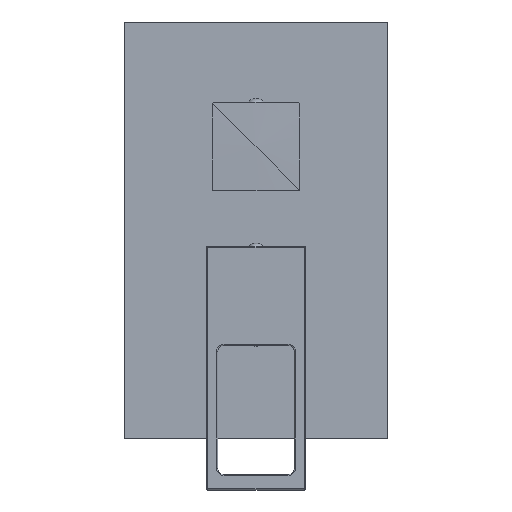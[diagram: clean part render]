
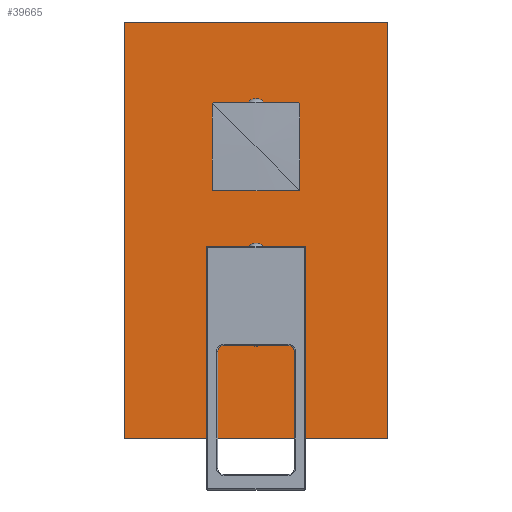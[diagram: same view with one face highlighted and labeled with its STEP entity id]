
A CAD part, top view. The second image highlights one B-rep face of the part: STEP entity #39665.
In plain terms, the highlighted planar face has unit normal (0, 0, 1).
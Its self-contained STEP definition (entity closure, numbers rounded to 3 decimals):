
#39470=DIRECTION('',(0.,1.,0.));
#39471=VECTOR('',#39470,190.);
#39472=CARTESIAN_POINT('',(60.,-65.,60.5));
#39473=LINE('',#39472,#39471);
#39474=DIRECTION('',(1.,0.,0.));
#39475=VECTOR('',#39474,120.);
#39476=CARTESIAN_POINT('',(-60.,-65.,60.5));
#39477=LINE('',#39476,#39475);
#39478=DIRECTION('',(0.,-1.,0.));
#39479=VECTOR('',#39478,190.);
#39480=CARTESIAN_POINT('',(-60.,125.,60.5));
#39481=LINE('',#39480,#39479);
#39482=DIRECTION('',(-1.,0.,0.));
#39483=VECTOR('',#39482,120.);
#39484=CARTESIAN_POINT('',(60.,125.,60.5));
#39485=LINE('',#39484,#39483);
#39486=CARTESIAN_POINT('',(0.,0.,60.5));
#39487=DIRECTION('',(0.,0.,-1.));
#39488=DIRECTION('',(-1.,0.,0.));
#39489=AXIS2_PLACEMENT_3D('',#39486,#39487,#39488);
#39491=CARTESIAN_POINT('',(0.,0.,60.5));
#39492=DIRECTION('',(0.,0.,-1.));
#39493=DIRECTION('',(1.,0.,0.));
#39494=AXIS2_PLACEMENT_3D('',#39491,#39492,#39493);
#39496=CARTESIAN_POINT('',(0.,68.,60.5));
#39497=DIRECTION('',(0.,0.,-1.));
#39498=DIRECTION('',(-1.,0.,0.));
#39499=AXIS2_PLACEMENT_3D('',#39496,#39497,#39498);
#39501=CARTESIAN_POINT('',(0.,68.,60.5));
#39502=DIRECTION('',(0.,0.,-1.));
#39503=DIRECTION('',(1.,0.,0.));
#39504=AXIS2_PLACEMENT_3D('',#39501,#39502,#39503);
#39546=CARTESIAN_POINT('',(-22.8,0.,60.5));
#39547=CARTESIAN_POINT('',(22.8,0.,60.5));
#39548=VERTEX_POINT('',#39546);
#39549=VERTEX_POINT('',#39547);
#39550=CARTESIAN_POINT('',(-9.75,68.,60.5));
#39551=CARTESIAN_POINT('',(9.75,68.,60.5));
#39552=VERTEX_POINT('',#39550);
#39553=VERTEX_POINT('',#39551);
#39554=CARTESIAN_POINT('',(60.,-65.,60.5));
#39555=CARTESIAN_POINT('',(60.,125.,60.5));
#39556=VERTEX_POINT('',#39554);
#39557=VERTEX_POINT('',#39555);
#39558=CARTESIAN_POINT('',(-60.,125.,60.5));
#39559=VERTEX_POINT('',#39558);
#39560=CARTESIAN_POINT('',(-60.,-65.,60.5));
#39561=VERTEX_POINT('',#39560);
#39640=CARTESIAN_POINT('',(0.,30.,60.5));
#39641=DIRECTION('',(0.,0.,1.));
#39642=DIRECTION('',(-1.,0.,0.));
#39643=AXIS2_PLACEMENT_3D('',#39640,#39641,#39642);
#39644=PLANE('',#39643);
#39645=ORIENTED_EDGE('',*,*,#39626,.F.);
#39646=ORIENTED_EDGE('',*,*,#39571,.F.);
#39648=ORIENTED_EDGE('',*,*,#39647,.F.);
#39650=ORIENTED_EDGE('',*,*,#39649,.F.);
#39651=EDGE_LOOP('',(#39645,#39646,#39648,#39650));
#39652=FACE_OUTER_BOUND('',#39651,.F.);
#39654=ORIENTED_EDGE('',*,*,#39653,.F.);
#39656=ORIENTED_EDGE('',*,*,#39655,.F.);
#39657=EDGE_LOOP('',(#39654,#39656));
#39658=FACE_BOUND('',#39657,.F.);
#39660=ORIENTED_EDGE('',*,*,#39659,.F.);
#39662=ORIENTED_EDGE('',*,*,#39661,.F.);
#39663=EDGE_LOOP('',(#39660,#39662));
#39664=FACE_BOUND('',#39663,.F.);
#39665=ADVANCED_FACE('',(#39652,#39658,#39664),#39644,.T.);
#39490=CIRCLE('',#39489,22.8);
#39495=CIRCLE('',#39494,22.8);
#39500=CIRCLE('',#39499,9.75);
#39505=CIRCLE('',#39504,9.75);
#39571=EDGE_CURVE('',#39561,#39556,#39477,.T.);
#39626=EDGE_CURVE('',#39556,#39557,#39473,.T.);
#39647=EDGE_CURVE('',#39559,#39561,#39481,.T.);
#39649=EDGE_CURVE('',#39557,#39559,#39485,.T.);
#39653=EDGE_CURVE('',#39548,#39549,#39490,.T.);
#39655=EDGE_CURVE('',#39549,#39548,#39495,.T.);
#39659=EDGE_CURVE('',#39552,#39553,#39500,.T.);
#39661=EDGE_CURVE('',#39553,#39552,#39505,.T.);
